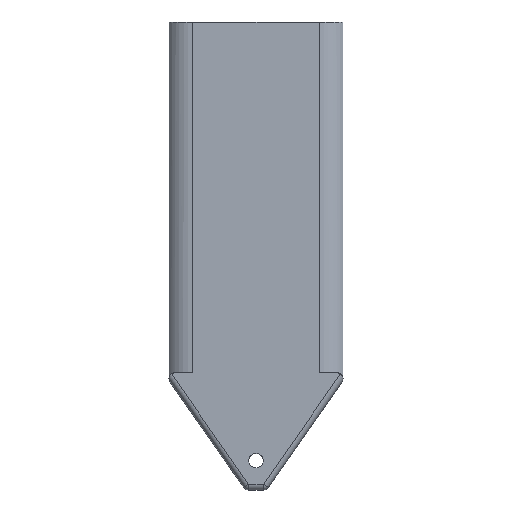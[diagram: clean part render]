
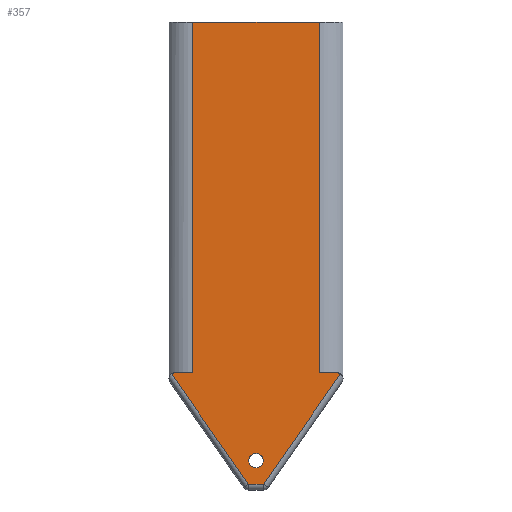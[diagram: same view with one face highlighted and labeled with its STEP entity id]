
A CAD part, top view. The second image highlights one B-rep face of the part: STEP entity #357.
In plain terms, the highlighted planar face has unit normal (0, 0, 1).
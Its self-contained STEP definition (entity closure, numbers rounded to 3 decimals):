
#36 = CARTESIAN_POINT ( 'NONE',  ( 0., 0.5, 0. ) ) ;
#37 = CIRCLE ( 'NONE', #61, 0.5 ) ;
#61 = AXIS2_PLACEMENT_3D ( 'NONE', #926, #903, #1381 ) ;
#80 = DIRECTION ( 'NONE',  ( 0., 0., 1. ) ) ;
#90 = CARTESIAN_POINT ( 'NONE',  ( 8.54, 0.5, 0. ) ) ;
#93 = EDGE_LOOP ( 'NONE', ( #773, #663 ) ) ;
#97 = VERTEX_POINT ( 'NONE', #1328 ) ;
#111 = CIRCLE ( 'NONE', #533, 0.625 ) ;
#140 = EDGE_CURVE ( 'NONE', #1136, #1450, #150, .T. ) ;
#141 = CARTESIAN_POINT ( 'NONE',  ( 0., 40., 0. ) ) ;
#147 = CARTESIAN_POINT ( 'NONE',  ( 7.275, 2.5, 0. ) ) ;
#150 = LINE ( 'NONE', #36, #1123 ) ;
#153 = EDGE_CURVE ( 'NONE', #1450, #97, #959, .T. ) ;
#165 = DIRECTION ( 'NONE',  ( 0., -1., 0. ) ) ;
#206 = VERTEX_POINT ( 'NONE', #422 ) ;
#218 = DIRECTION ( 'NONE',  ( 0.573, -0.819, 0. ) ) ;
#267 = DIRECTION ( 'NONE',  ( 1., 0., 0. ) ) ;
#281 = VECTOR ( 'NONE', #1495, 1000. ) ;
#291 = DIRECTION ( 'NONE',  ( 0.573, 0.819, 0. ) ) ;
#299 = VERTEX_POINT ( 'NONE', #1215 ) ;
#318 = DIRECTION ( 'NONE',  ( -1., 0., 0. ) ) ;
#325 = CARTESIAN_POINT ( 'NONE',  ( 8.525, 2.5, 0. ) ) ;
#332 = VECTOR ( 'NONE', #291, 1000. ) ;
#342 = CARTESIAN_POINT ( 'NONE',  ( 13.3, 40., 0. ) ) ;
#357 = ADVANCED_FACE ( 'NONE', ( #1170, #578 ), #824, .F. ) ;
#360 = VERTEX_POINT ( 'NONE', #147 ) ;
#371 = VECTOR ( 'NONE', #815, 1000. ) ;
#374 = EDGE_LOOP ( 'NONE', ( #735, #1190, #763, #873, #857, #1349, #403, #1484, #1122, #780 ) ) ;
#378 = CARTESIAN_POINT ( 'NONE',  ( 0., 40., 0. ) ) ;
#385 = LINE ( 'NONE', #841, #928 ) ;
#403 = ORIENTED_EDGE ( 'NONE', *, *, #1178, .T. ) ;
#422 = CARTESIAN_POINT ( 'NONE',  ( 2.5, 10., 0. ) ) ;
#423 = DIRECTION ( 'NONE',  ( 0., 0., -1. ) ) ;
#425 = DIRECTION ( 'NONE',  ( 0., 1., 0. ) ) ;
#470 = LINE ( 'NONE', #1398, #800 ) ;
#476 = VECTOR ( 'NONE', #425, 1000. ) ;
#505 = CARTESIAN_POINT ( 'NONE',  ( 2.5, 40., 0. ) ) ;
#515 = AXIS2_PLACEMENT_3D ( 'NONE', #141, #1028, #1281 ) ;
#533 = AXIS2_PLACEMENT_3D ( 'NONE', #1022, #423, #1378 ) ;
#565 = EDGE_CURVE ( 'NONE', #97, #1047, #37, .T. ) ;
#574 = EDGE_CURVE ( 'NONE', #1047, #1199, #685, .T. ) ;
#578 = FACE_OUTER_BOUND ( 'NONE', #374, .T. ) ;
#615 = LINE ( 'NONE', #378, #831 ) ;
#628 = DIRECTION ( 'NONE',  ( 1., 0., 0. ) ) ;
#644 = VERTEX_POINT ( 'NONE', #342 ) ;
#663 = ORIENTED_EDGE ( 'NONE', *, *, #1103, .T. ) ;
#666 = CARTESIAN_POINT ( 'NONE',  ( 7.26, 0.5, 0. ) ) ;
#685 = LINE ( 'NONE', #809, #371 ) ;
#735 = ORIENTED_EDGE ( 'NONE', *, *, #153, .T. ) ;
#763 = ORIENTED_EDGE ( 'NONE', *, *, #574, .T. ) ;
#765 = CARTESIAN_POINT ( 'NONE',  ( 13.3, 10., 0. ) ) ;
#773 = ORIENTED_EDGE ( 'NONE', *, *, #1093, .T. ) ;
#774 = DIRECTION ( 'NONE',  ( 0., 0., -1. ) ) ;
#780 = ORIENTED_EDGE ( 'NONE', *, *, #140, .T. ) ;
#800 = VECTOR ( 'NONE', #218, 1000. ) ;
#809 = CARTESIAN_POINT ( 'NONE',  ( 13.3, 10., 0. ) ) ;
#815 = DIRECTION ( 'NONE',  ( -1., 0., 0. ) ) ;
#824 = PLANE ( 'NONE',  #515 ) ;
#831 = VECTOR ( 'NONE', #628, 1000. ) ;
#841 = CARTESIAN_POINT ( 'NONE',  ( 2.5, 40., 0. ) ) ;
#854 = CARTESIAN_POINT ( 'NONE',  ( 0.96, 9.5, 0. ) ) ;
#857 = ORIENTED_EDGE ( 'NONE', *, *, #1277, .F. ) ;
#873 = ORIENTED_EDGE ( 'NONE', *, *, #1370, .T. ) ;
#891 = CARTESIAN_POINT ( 'NONE',  ( 2.5, 10., 0. ) ) ;
#903 = DIRECTION ( 'NONE',  ( 0., 0., 1. ) ) ;
#909 = CARTESIAN_POINT ( 'NONE',  ( 14.84, 10., 0. ) ) ;
#926 = CARTESIAN_POINT ( 'NONE',  ( 14.84, 9.5, 0. ) ) ;
#928 = VECTOR ( 'NONE', #165, 1000. ) ;
#959 = LINE ( 'NONE', #1188, #332 ) ;
#971 = AXIS2_PLACEMENT_3D ( 'NONE', #854, #80, #1353 ) ;
#1014 = CIRCLE ( 'NONE', #1212, 0.625 ) ;
#1016 = LINE ( 'NONE', #1127, #476 ) ;
#1022 = CARTESIAN_POINT ( 'NONE',  ( 7.9, 2.5, 0. ) ) ;
#1028 = DIRECTION ( 'NONE',  ( 0., 0., -1. ) ) ;
#1047 = VERTEX_POINT ( 'NONE', #909 ) ;
#1057 = EDGE_CURVE ( 'NONE', #299, #1136, #470, .T. ) ;
#1082 = VERTEX_POINT ( 'NONE', #325 ) ;
#1093 = EDGE_CURVE ( 'NONE', #360, #1082, #111, .T. ) ;
#1103 = EDGE_CURVE ( 'NONE', #1082, #360, #1014, .T. ) ;
#1122 = ORIENTED_EDGE ( 'NONE', *, *, #1057, .T. ) ;
#1123 = VECTOR ( 'NONE', #267, 1000. ) ;
#1127 = CARTESIAN_POINT ( 'NONE',  ( 13.3, 40., 0. ) ) ;
#1132 = CARTESIAN_POINT ( 'NONE',  ( 7.9, 2.5, 0. ) ) ;
#1136 = VERTEX_POINT ( 'NONE', #666 ) ;
#1170 = FACE_BOUND ( 'NONE', #93, .T. ) ;
#1178 = EDGE_CURVE ( 'NONE', #206, #1258, #1470, .T. ) ;
#1188 = CARTESIAN_POINT ( 'NONE',  ( 15.39, 10.287, 0. ) ) ;
#1190 = ORIENTED_EDGE ( 'NONE', *, *, #565, .T. ) ;
#1199 = VERTEX_POINT ( 'NONE', #765 ) ;
#1212 = AXIS2_PLACEMENT_3D ( 'NONE', #1132, #774, #318 ) ;
#1215 = CARTESIAN_POINT ( 'NONE',  ( 0.674, 9.91, 0. ) ) ;
#1235 = EDGE_CURVE ( 'NONE', #1291, #206, #385, .T. ) ;
#1258 = VERTEX_POINT ( 'NONE', #1455 ) ;
#1275 = CIRCLE ( 'NONE', #971, 0.5 ) ;
#1277 = EDGE_CURVE ( 'NONE', #1291, #644, #615, .T. ) ;
#1281 = DIRECTION ( 'NONE',  ( -1., 0., 0. ) ) ;
#1291 = VERTEX_POINT ( 'NONE', #505 ) ;
#1328 = CARTESIAN_POINT ( 'NONE',  ( 15.126, 9.91, 0. ) ) ;
#1349 = ORIENTED_EDGE ( 'NONE', *, *, #1235, .T. ) ;
#1353 = DIRECTION ( 'NONE',  ( -1., 0., 0. ) ) ;
#1366 = EDGE_CURVE ( 'NONE', #1258, #299, #1275, .T. ) ;
#1370 = EDGE_CURVE ( 'NONE', #1199, #644, #1016, .T. ) ;
#1378 = DIRECTION ( 'NONE',  ( -1., 0., 0. ) ) ;
#1381 = DIRECTION ( 'NONE',  ( -1., 0., 0. ) ) ;
#1398 = CARTESIAN_POINT ( 'NONE',  ( 7.41, 0.287, 0. ) ) ;
#1450 = VERTEX_POINT ( 'NONE', #90 ) ;
#1455 = CARTESIAN_POINT ( 'NONE',  ( 0.96, 10., 0. ) ) ;
#1470 = LINE ( 'NONE', #891, #281 ) ;
#1484 = ORIENTED_EDGE ( 'NONE', *, *, #1366, .T. ) ;
#1495 = DIRECTION ( 'NONE',  ( -1., 0., 0. ) ) ;
